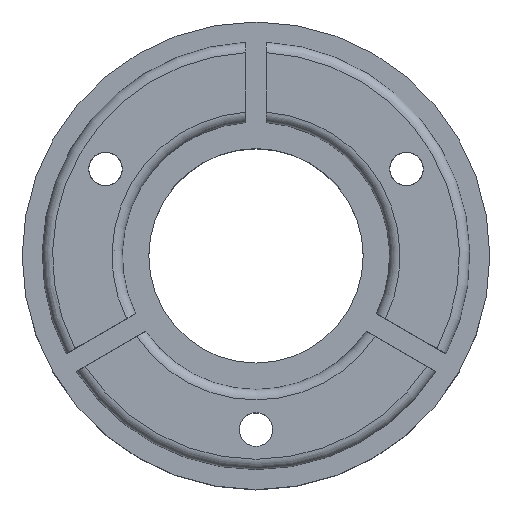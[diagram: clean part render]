
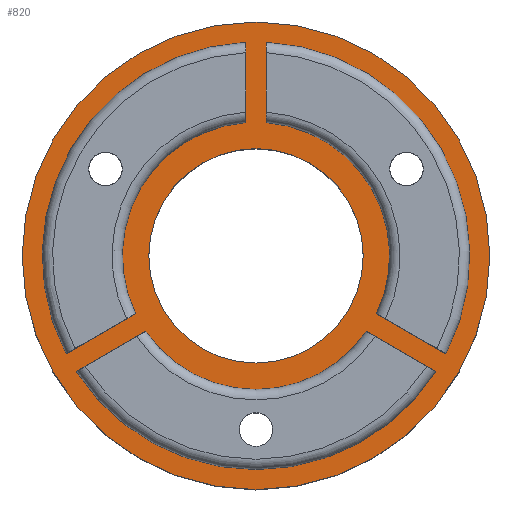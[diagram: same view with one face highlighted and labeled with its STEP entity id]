
A CAD part, top view. The second image highlights one B-rep face of the part: STEP entity #820.
In plain terms, the highlighted planar face has unit normal (0, 0, 1).
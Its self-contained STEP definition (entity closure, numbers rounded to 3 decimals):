
#58=FACE_BOUND('',#272,.T.);
#59=FACE_BOUND('',#273,.T.);
#60=FACE_BOUND('',#274,.T.);
#61=FACE_BOUND('',#275,.T.);
#64=LINE('',#1270,#108);
#69=LINE('',#1335,#113);
#74=LINE('',#1400,#118);
#91=LINE('',#1523,#135);
#96=LINE('',#1540,#140);
#97=LINE('',#1550,#141);
#108=VECTOR('',#970,10.);
#113=VECTOR('',#993,10.);
#118=VECTOR('',#1016,10.);
#135=VECTOR('',#1153,10.);
#140=VECTOR('',#1176,10.);
#141=VECTOR('',#1187,10.);
#164=PLANE('',#939);
#207=FACE_OUTER_BOUND('',#271,.T.);
#271=EDGE_LOOP('',(#718));
#272=EDGE_LOOP('',(#719,#720,#721,#722));
#273=EDGE_LOOP('',(#723,#724,#725,#726));
#274=EDGE_LOOP('',(#727));
#275=EDGE_LOOP('',(#728,#729,#730,#731));
#334=CIRCLE('',#929,16.);
#335=CIRCLE('',#931,10.);
#337=CIRCLE('',#935,16.);
#338=CIRCLE('',#938,10.);
#339=CIRCLE('',#940,17.5);
#340=CIRCLE('',#941,8.024);
#341=CIRCLE('',#942,16.);
#342=CIRCLE('',#943,10.);
#362=VERTEX_POINT('',#1267);
#363=VERTEX_POINT('',#1269);
#373=VERTEX_POINT('',#1332);
#374=VERTEX_POINT('',#1334);
#384=VERTEX_POINT('',#1397);
#385=VERTEX_POINT('',#1399);
#420=VERTEX_POINT('',#1520);
#421=VERTEX_POINT('',#1522);
#423=VERTEX_POINT('',#1534);
#424=VERTEX_POINT('',#1538);
#425=VERTEX_POINT('',#1544);
#426=VERTEX_POINT('',#1546);
#427=VERTEX_POINT('',#1548);
#428=VERTEX_POINT('',#1549);
#437=EDGE_CURVE('',#363,#362,#64,.T.);
#451=EDGE_CURVE('',#374,#373,#69,.T.);
#465=EDGE_CURVE('',#385,#384,#74,.T.);
#519=EDGE_CURVE('',#421,#420,#91,.T.);
#521=EDGE_CURVE('',#420,#363,#334,.T.);
#522=EDGE_CURVE('',#362,#421,#335,.T.);
#526=EDGE_CURVE('',#373,#423,#337,.T.);
#528=EDGE_CURVE('',#423,#424,#96,.T.);
#529=EDGE_CURVE('',#424,#374,#338,.T.);
#530=EDGE_CURVE('',#425,#425,#339,.T.);
#531=EDGE_CURVE('',#426,#426,#340,.F.);
#532=EDGE_CURVE('',#427,#428,#97,.T.);
#533=EDGE_CURVE('',#428,#385,#341,.T.);
#534=EDGE_CURVE('',#427,#384,#342,.T.);
#718=ORIENTED_EDGE('',*,*,#530,.F.);
#719=ORIENTED_EDGE('',*,*,#519,.T.);
#720=ORIENTED_EDGE('',*,*,#521,.T.);
#721=ORIENTED_EDGE('',*,*,#437,.T.);
#722=ORIENTED_EDGE('',*,*,#522,.T.);
#723=ORIENTED_EDGE('',*,*,#451,.T.);
#724=ORIENTED_EDGE('',*,*,#526,.T.);
#725=ORIENTED_EDGE('',*,*,#528,.T.);
#726=ORIENTED_EDGE('',*,*,#529,.T.);
#727=ORIENTED_EDGE('',*,*,#531,.F.);
#728=ORIENTED_EDGE('',*,*,#532,.T.);
#729=ORIENTED_EDGE('',*,*,#533,.T.);
#730=ORIENTED_EDGE('',*,*,#465,.T.);
#731=ORIENTED_EDGE('',*,*,#534,.F.);
#820=ADVANCED_FACE('',(#207,#58,#59,#60,#61),#164,.F.);
#929=AXIS2_PLACEMENT_3D('',#1526,#1157,#1158);
#931=AXIS2_PLACEMENT_3D('',#1528,#1161,#1162);
#935=AXIS2_PLACEMENT_3D('',#1536,#1171,#1172);
#938=AXIS2_PLACEMENT_3D('',#1542,#1179,#1180);
#939=AXIS2_PLACEMENT_3D('',#1543,#1181,#1182);
#940=AXIS2_PLACEMENT_3D('',#1545,#1183,#1184);
#941=AXIS2_PLACEMENT_3D('',#1547,#1185,#1186);
#942=AXIS2_PLACEMENT_3D('',#1551,#1188,#1189);
#943=AXIS2_PLACEMENT_3D('',#1552,#1190,#1191);
#970=DIRECTION('',(0.866,0.5,0.));
#993=DIRECTION('',(0.,1.,0.));
#1016=DIRECTION('',(0.,-1.,0.));
#1153=DIRECTION('',(0.866,-0.5,0.));
#1157=DIRECTION('center_axis',(0.,0.,-1.));
#1158=DIRECTION('ref_axis',(-1.,0.,0.));
#1161=DIRECTION('center_axis',(0.,0.,1.));
#1162=DIRECTION('ref_axis',(-1.,0.,0.));
#1171=DIRECTION('center_axis',(0.,0.,-1.));
#1172=DIRECTION('ref_axis',(-1.,0.,0.));
#1176=DIRECTION('',(-0.866,0.5,0.));
#1179=DIRECTION('center_axis',(0.,0.,1.));
#1180=DIRECTION('ref_axis',(-1.,0.,0.));
#1181=DIRECTION('center_axis',(0.,0.,-1.));
#1182=DIRECTION('ref_axis',(-1.,0.,0.));
#1183=DIRECTION('center_axis',(0.,0.,-1.));
#1184=DIRECTION('ref_axis',(-1.,0.,0.));
#1185=DIRECTION('center_axis',(0.,0.,-1.));
#1186=DIRECTION('ref_axis',(-1.,0.,0.));
#1187=DIRECTION('',(-0.866,-0.5,0.));
#1188=DIRECTION('center_axis',(0.,0.,-1.));
#1189=DIRECTION('ref_axis',(-1.,0.,0.));
#1190=DIRECTION('center_axis',(0.,0.,-1.));
#1191=DIRECTION('ref_axis',(-1.,0.,0.));
#1267=CARTESIAN_POINT('',(39.492,42.111,20.6));
#1269=CARTESIAN_POINT('',(34.287,39.105,20.6));
#1270=CARTESIAN_POINT('',(41.208,43.101,20.6));
#1332=CARTESIAN_POINT('',(48.503,63.728,20.6));
#1334=CARTESIAN_POINT('',(48.503,57.718,20.6));
#1335=CARTESIAN_POINT('',(48.503,52.732,20.6));
#1397=CARTESIAN_POINT('',(47.003,57.718,20.6));
#1399=CARTESIAN_POINT('',(47.003,63.728,20.6));
#1400=CARTESIAN_POINT('',(47.003,63.728,20.6));
#1520=CARTESIAN_POINT('',(61.22,39.105,20.6));
#1522=CARTESIAN_POINT('',(56.014,42.111,20.6));
#1523=CARTESIAN_POINT('',(51.696,44.604,20.6));
#1526=CARTESIAN_POINT('Origin',(47.753,47.746,20.6));
#1528=CARTESIAN_POINT('Origin',(47.753,47.746,20.6));
#1534=CARTESIAN_POINT('',(61.97,40.404,20.6));
#1536=CARTESIAN_POINT('Origin',(47.753,47.746,20.6));
#1538=CARTESIAN_POINT('',(56.764,43.41,20.6));
#1540=CARTESIAN_POINT('',(55.049,44.4,20.6));
#1542=CARTESIAN_POINT('Origin',(47.753,47.746,20.6));
#1543=CARTESIAN_POINT('Origin',(47.753,47.746,20.6));
#1544=CARTESIAN_POINT('',(65.253,47.746,20.6));
#1545=CARTESIAN_POINT('Origin',(47.753,47.746,20.6));
#1546=CARTESIAN_POINT('',(55.777,47.746,20.6));
#1547=CARTESIAN_POINT('Origin',(47.753,47.746,20.6));
#1548=CARTESIAN_POINT('',(38.742,43.41,20.6));
#1549=CARTESIAN_POINT('',(33.537,40.404,20.6));
#1550=CARTESIAN_POINT('',(40.916,44.664,20.6));
#1551=CARTESIAN_POINT('Origin',(47.753,47.746,20.6));
#1552=CARTESIAN_POINT('Origin',(47.753,47.746,20.6));
